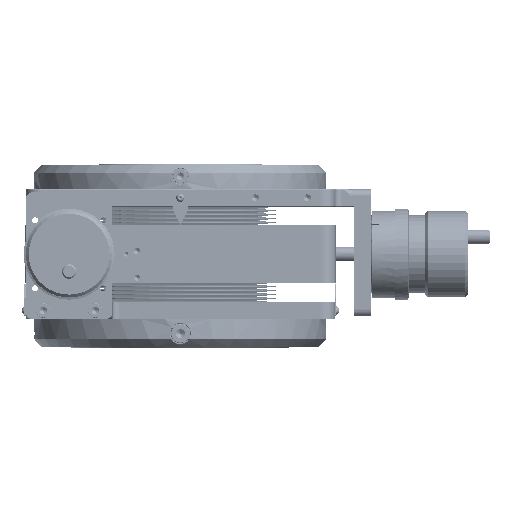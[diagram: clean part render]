
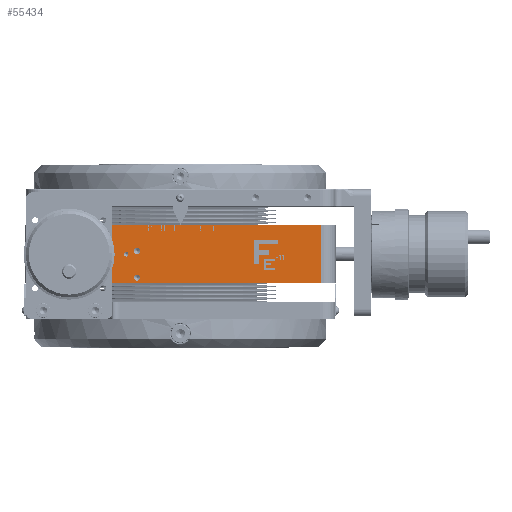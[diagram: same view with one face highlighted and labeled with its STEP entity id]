
A CAD part, front view. The second image highlights one B-rep face of the part: STEP entity #55434.
In plain terms, the highlighted planar face has unit normal (0, -1, 0).
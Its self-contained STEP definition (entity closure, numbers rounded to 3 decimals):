
#54656=CARTESIAN_POINT('Line Origine',(0.,-107.5,163.443)) ;
#54660=CARTESIAN_POINT('Vertex',(-97.5,-107.5,163.443)) ;
#54662=CARTESIAN_POINT('Vertex',(97.5,-107.5,163.443)) ;
#55332=CARTESIAN_POINT('Axis2P3D Location',(107.5,-107.5,143.443)) ;
#55337=CARTESIAN_POINT('Line Origine',(-97.5,-107.5,143.443)) ;
#55341=CARTESIAN_POINT('Vertex',(-97.5,-107.5,123.443)) ;
#55344=CARTESIAN_POINT('Line Origine',(0.,-107.5,123.443)) ;
#55348=CARTESIAN_POINT('Vertex',(97.5,-107.5,123.443)) ;
#55351=CARTESIAN_POINT('Line Origine',(97.5,-107.5,143.443)) ;
#55362=CARTESIAN_POINT('Axis2P3D Location',(-30.,-107.5,127.193)) ;
#55366=CARTESIAN_POINT('Vertex',(-28.186,-107.5,126.202)) ;
#55368=CARTESIAN_POINT('Vertex',(-31.814,-107.5,128.184)) ;
#55371=CARTESIAN_POINT('Axis2P3D Location',(-30.,-107.5,127.193)) ;
#55380=CARTESIAN_POINT('Axis2P3D Location',(-30.,-107.5,145.693)) ;
#55384=CARTESIAN_POINT('Vertex',(-28.186,-107.5,144.702)) ;
#55386=CARTESIAN_POINT('Vertex',(-31.814,-107.5,146.684)) ;
#55389=CARTESIAN_POINT('Axis2P3D Location',(-30.,-107.5,145.693)) ;
#55398=CARTESIAN_POINT('Axis2P3D Location',(-37.5,-107.5,143.443)) ;
#55402=CARTESIAN_POINT('Vertex',(-36.077,-107.5,142.666)) ;
#55404=CARTESIAN_POINT('Vertex',(-38.923,-107.5,144.22)) ;
#55407=CARTESIAN_POINT('Axis2P3D Location',(-37.5,-107.5,143.443)) ;
#55416=CARTESIAN_POINT('Axis2P3D Location',(-77.,-107.5,143.443)) ;
#55420=CARTESIAN_POINT('Vertex',(-58.75,-107.5,143.443)) ;
#55422=CARTESIAN_POINT('Vertex',(-95.25,-107.5,143.443)) ;
#55425=CARTESIAN_POINT('Axis2P3D Location',(-77.,-107.5,143.443)) ;
#54657=DIRECTION('Vector Direction',(-1.,0.,0.)) ;
#55333=DIRECTION('Axis2P3D Direction',(0.,1.,-0.)) ;
#55334=DIRECTION('Axis2P3D XDirection',(-1.,0.,0.)) ;
#55338=DIRECTION('Vector Direction',(0.,0.,1.)) ;
#55345=DIRECTION('Vector Direction',(-1.,0.,0.)) ;
#55352=DIRECTION('Vector Direction',(0.,0.,1.)) ;
#55363=DIRECTION('Axis2P3D Direction',(0.,1.,-0.)) ;
#55372=DIRECTION('Axis2P3D Direction',(0.,1.,-0.)) ;
#55381=DIRECTION('Axis2P3D Direction',(0.,1.,-0.)) ;
#55390=DIRECTION('Axis2P3D Direction',(0.,1.,-0.)) ;
#55399=DIRECTION('Axis2P3D Direction',(0.,1.,-0.)) ;
#55408=DIRECTION('Axis2P3D Direction',(0.,1.,-0.)) ;
#55417=DIRECTION('Axis2P3D Direction',(0.,1.,-0.)) ;
#55426=DIRECTION('Axis2P3D Direction',(0.,1.,-0.)) ;
#55335=AXIS2_PLACEMENT_3D('Plane Axis2P3D',#55332,#55333,#55334) ;
#55364=AXIS2_PLACEMENT_3D('Circle Axis2P3D',#55362,#55363,$) ;
#55373=AXIS2_PLACEMENT_3D('Circle Axis2P3D',#55371,#55372,$) ;
#55382=AXIS2_PLACEMENT_3D('Circle Axis2P3D',#55380,#55381,$) ;
#55391=AXIS2_PLACEMENT_3D('Circle Axis2P3D',#55389,#55390,$) ;
#55400=AXIS2_PLACEMENT_3D('Circle Axis2P3D',#55398,#55399,$) ;
#55409=AXIS2_PLACEMENT_3D('Circle Axis2P3D',#55407,#55408,$) ;
#55418=AXIS2_PLACEMENT_3D('Circle Axis2P3D',#55416,#55417,$) ;
#55427=AXIS2_PLACEMENT_3D('Circle Axis2P3D',#55425,#55426,$) ;
#55357=ORIENTED_EDGE('',*,*,#55343,.F.) ;
#55358=ORIENTED_EDGE('',*,*,#55350,.T.) ;
#55359=ORIENTED_EDGE('',*,*,#55355,.T.) ;
#55360=ORIENTED_EDGE('',*,*,#54664,.F.) ;
#55377=ORIENTED_EDGE('',*,*,#55370,.T.) ;
#55378=ORIENTED_EDGE('',*,*,#55375,.T.) ;
#55395=ORIENTED_EDGE('',*,*,#55388,.T.) ;
#55396=ORIENTED_EDGE('',*,*,#55393,.T.) ;
#55413=ORIENTED_EDGE('',*,*,#55406,.T.) ;
#55414=ORIENTED_EDGE('',*,*,#55411,.T.) ;
#55431=ORIENTED_EDGE('',*,*,#55424,.F.) ;
#55432=ORIENTED_EDGE('',*,*,#55429,.F.) ;
#55379=FACE_BOUND('',#55376,.T.) ;
#55397=FACE_BOUND('',#55394,.T.) ;
#55415=FACE_BOUND('',#55412,.T.) ;
#55433=FACE_BOUND('',#55430,.T.) ;
#54658=VECTOR('Line Direction',#54657,1.) ;
#55339=VECTOR('Line Direction',#55338,1.) ;
#55346=VECTOR('Line Direction',#55345,1.) ;
#55353=VECTOR('Line Direction',#55352,1.) ;
#55434=ADVANCED_FACE('Brep With Voids.1',(#55361,#55379,#55397,#55415,#55433),#55336,.F.) ;
#55365=CIRCLE('generated circle',#55364,2.067) ;
#55374=CIRCLE('generated circle',#55373,2.067) ;
#55383=CIRCLE('generated circle',#55382,2.067) ;
#55392=CIRCLE('generated circle',#55391,2.067) ;
#55401=CIRCLE('generated circle',#55400,1.621) ;
#55410=CIRCLE('generated circle',#55409,1.621) ;
#55419=CIRCLE('generated circle',#55418,18.25) ;
#55428=CIRCLE('generated circle',#55427,18.25) ;
#54664=EDGE_CURVE('',#54661,#54663,#54659,.F.) ;
#55343=EDGE_CURVE('',#55342,#54661,#55340,.T.) ;
#55350=EDGE_CURVE('',#55342,#55349,#55347,.F.) ;
#55355=EDGE_CURVE('',#55349,#54663,#55354,.T.) ;
#55370=EDGE_CURVE('',#55367,#55369,#55365,.T.) ;
#55375=EDGE_CURVE('',#55369,#55367,#55374,.T.) ;
#55388=EDGE_CURVE('',#55385,#55387,#55383,.T.) ;
#55393=EDGE_CURVE('',#55387,#55385,#55392,.T.) ;
#55406=EDGE_CURVE('',#55403,#55405,#55401,.T.) ;
#55411=EDGE_CURVE('',#55405,#55403,#55410,.T.) ;
#55424=EDGE_CURVE('',#55421,#55423,#55419,.F.) ;
#55429=EDGE_CURVE('',#55423,#55421,#55428,.F.) ;
#55356=EDGE_LOOP('',(#55357,#55358,#55359,#55360)) ;
#55376=EDGE_LOOP('',(#55377,#55378)) ;
#55394=EDGE_LOOP('',(#55395,#55396)) ;
#55412=EDGE_LOOP('',(#55413,#55414)) ;
#55430=EDGE_LOOP('',(#55431,#55432)) ;
#55361=FACE_OUTER_BOUND('',#55356,.T.) ;
#54659=LINE('Line',#54656,#54658) ;
#55340=LINE('Line',#55337,#55339) ;
#55347=LINE('Line',#55344,#55346) ;
#55354=LINE('Line',#55351,#55353) ;
#55336=PLANE('',#55335) ;
#54661=VERTEX_POINT('',#54660) ;
#54663=VERTEX_POINT('',#54662) ;
#55342=VERTEX_POINT('',#55341) ;
#55349=VERTEX_POINT('',#55348) ;
#55367=VERTEX_POINT('',#55366) ;
#55369=VERTEX_POINT('',#55368) ;
#55385=VERTEX_POINT('',#55384) ;
#55387=VERTEX_POINT('',#55386) ;
#55403=VERTEX_POINT('',#55402) ;
#55405=VERTEX_POINT('',#55404) ;
#55421=VERTEX_POINT('',#55420) ;
#55423=VERTEX_POINT('',#55422) ;
